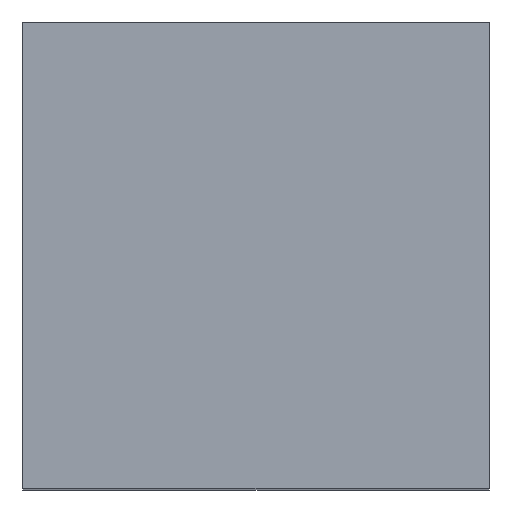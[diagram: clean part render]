
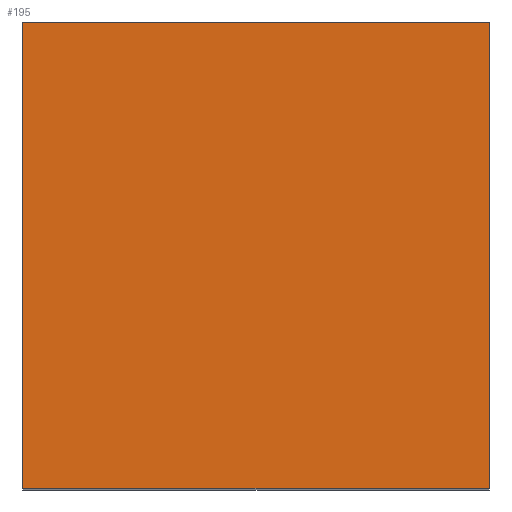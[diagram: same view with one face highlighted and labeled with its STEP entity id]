
A CAD part, top view. The second image highlights one B-rep face of the part: STEP entity #195.
In plain terms, the highlighted planar face has unit normal (0, 0, 1).
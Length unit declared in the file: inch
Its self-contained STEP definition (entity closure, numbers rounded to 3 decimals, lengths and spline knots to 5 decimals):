
#42 = DIRECTION ( 'NONE',  ( 0., -1., 0. ) ) ;
#43 = CARTESIAN_POINT ( 'NONE',  ( 0., 0.25, 0. ) ) ;
#44 = LINE ( 'NONE', #43, #168 ) ;
#45 = DIRECTION ( 'NONE',  ( 1., 0., 0. ) ) ;
#47 = CARTESIAN_POINT ( 'NONE',  ( 0.25, 0.25, 0. ) ) ;
#48 = LINE ( 'NONE', #47, #171 ) ;
#49 = DIRECTION ( 'NONE',  ( 1., 0., 0. ) ) ;
#50 = CARTESIAN_POINT ( 'NONE',  ( 0.25, 0., 0. ) ) ;
#51 = LINE ( 'NONE', #50, #162 ) ;
#56 = DIRECTION ( 'NONE',  ( 0., -1., 0. ) ) ;
#57 = CARTESIAN_POINT ( 'NONE',  ( 0.25, 0.25, 0. ) ) ;
#58 = LINE ( 'NONE', #57, #174 ) ;
#71 = DIRECTION ( 'NONE',  ( -1., 0., 0. ) ) ;
#72 = DIRECTION ( 'NONE',  ( 0., 0., -1. ) ) ;
#73 = CARTESIAN_POINT ( 'NONE',  ( 0.25, 0.25, 0. ) ) ;
#74 = PLANE ( 'NONE',  #151 ) ;
#104 = CARTESIAN_POINT ( 'NONE',  ( 0.25, 0.25, 0. ) ) ;
#105 = CARTESIAN_POINT ( 'NONE',  ( 0., 0., 0. ) ) ;
#106 = CARTESIAN_POINT ( 'NONE',  ( 0.25, 0., 0. ) ) ;
#107 = CARTESIAN_POINT ( 'NONE',  ( 0., 0.25, 0. ) ) ;
#113 = ORIENTED_EDGE ( 'NONE', *, *, #203, .T. ) ;
#115 = ORIENTED_EDGE ( 'NONE', *, *, #199, .F. ) ;
#116 = ORIENTED_EDGE ( 'NONE', *, *, #202, .F. ) ;
#117 = ORIENTED_EDGE ( 'NONE', *, *, #201, .T. ) ;
#119 = EDGE_LOOP ( 'NONE', ( #117, #115, #116, #113 ) ) ;
#125 = VERTEX_POINT ( 'NONE', #107 ) ;
#126 = VERTEX_POINT ( 'NONE', #106 ) ;
#127 = VERTEX_POINT ( 'NONE', #105 ) ;
#128 = VERTEX_POINT ( 'NONE', #104 ) ;
#151 = AXIS2_PLACEMENT_3D ( 'NONE', #73, #72, #71 ) ;
#155 = FACE_OUTER_BOUND ( 'NONE', #119, .T. ) ;
#162 = VECTOR ( 'NONE', #49, 39.37008 ) ;
#168 = VECTOR ( 'NONE', #42, 39.37008 ) ;
#171 = VECTOR ( 'NONE', #45, 39.37008 ) ;
#174 = VECTOR ( 'NONE', #56, 39.37008 ) ;
#195 = ADVANCED_FACE ( 'NONE', ( #155 ), #74, .F. ) ;
#199 = EDGE_CURVE ( 'NONE', #128, #126, #58, .T. ) ;
#201 = EDGE_CURVE ( 'NONE', #127, #126, #51, .T. ) ;
#202 = EDGE_CURVE ( 'NONE', #125, #128, #48, .T. ) ;
#203 = EDGE_CURVE ( 'NONE', #125, #127, #44, .T. ) ;
